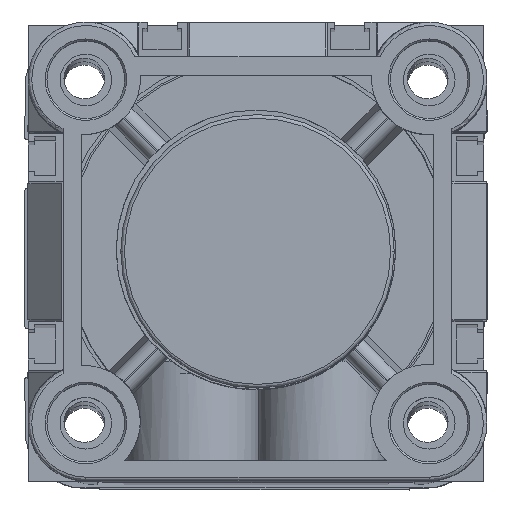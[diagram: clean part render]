
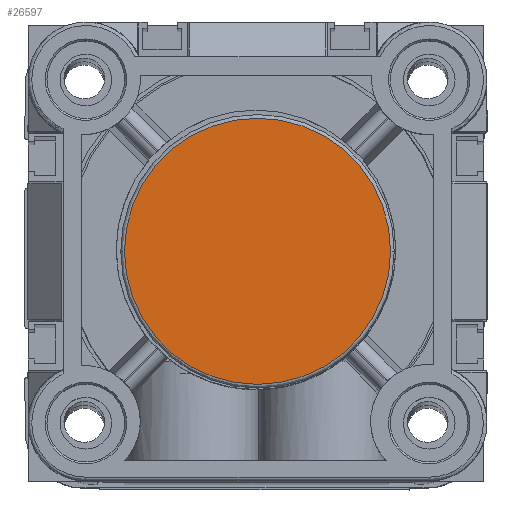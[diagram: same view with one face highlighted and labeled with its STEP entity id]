
A CAD part, top view. The second image highlights one B-rep face of the part: STEP entity #26597.
In plain terms, the highlighted face is planar.
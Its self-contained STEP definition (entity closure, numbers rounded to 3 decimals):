
#705 = CARTESIAN_POINT ( 'NONE',  ( 32., 32., -3.95 ) ) ;
#2729 = EDGE_CURVE ( 'NONE', #30441, #27695, #6924, .T. ) ;
#3355 = DIRECTION ( 'NONE',  ( 1., 0., 0. ) ) ;
#3509 = DIRECTION ( 'NONE',  ( 1., 0., 0. ) ) ;
#4944 = ORIENTED_EDGE ( 'NONE', *, *, #2729, .T. ) ;
#6020 = PLANE ( 'NONE',  #33498 ) ;
#6924 = CIRCLE ( 'NONE', #14177, 21.9 ) ;
#8745 = DIRECTION ( 'NONE',  ( 0., 0., -1. ) ) ;
#10181 = CIRCLE ( 'NONE', #14412, 21.9 ) ;
#13882 = CARTESIAN_POINT ( 'NONE',  ( 0., 0., -3.95 ) ) ;
#14177 = AXIS2_PLACEMENT_3D ( 'NONE', #705, #18951, #3355 ) ;
#14412 = AXIS2_PLACEMENT_3D ( 'NONE', #24330, #8745, #26939 ) ;
#16256 = ORIENTED_EDGE ( 'NONE', *, *, #19848, .T. ) ;
#17882 = CARTESIAN_POINT ( 'NONE',  ( 10.1, 32., -3.95 ) ) ;
#18951 = DIRECTION ( 'NONE',  ( 0., 0., -1. ) ) ;
#19088 = DIRECTION ( 'NONE',  ( 0., 0., 1. ) ) ;
#19848 = EDGE_CURVE ( 'NONE', #27695, #30441, #10181, .T. ) ;
#20124 = FACE_OUTER_BOUND ( 'NONE', #28197, .T. ) ;
#24330 = CARTESIAN_POINT ( 'NONE',  ( 32., 32., -3.95 ) ) ;
#26597 = ADVANCED_FACE ( 'NONE', ( #20124 ), #6020, .F. ) ;
#26939 = DIRECTION ( 'NONE',  ( 1., 0., 0. ) ) ;
#27695 = VERTEX_POINT ( 'NONE', #17882 ) ;
#28197 = EDGE_LOOP ( 'NONE', ( #4944, #16256 ) ) ;
#30380 = CARTESIAN_POINT ( 'NONE',  ( 53.9, 32., -3.95 ) ) ;
#30441 = VERTEX_POINT ( 'NONE', #30380 ) ;
#33498 = AXIS2_PLACEMENT_3D ( 'NONE', #13882, #19088, #3509 ) ;
